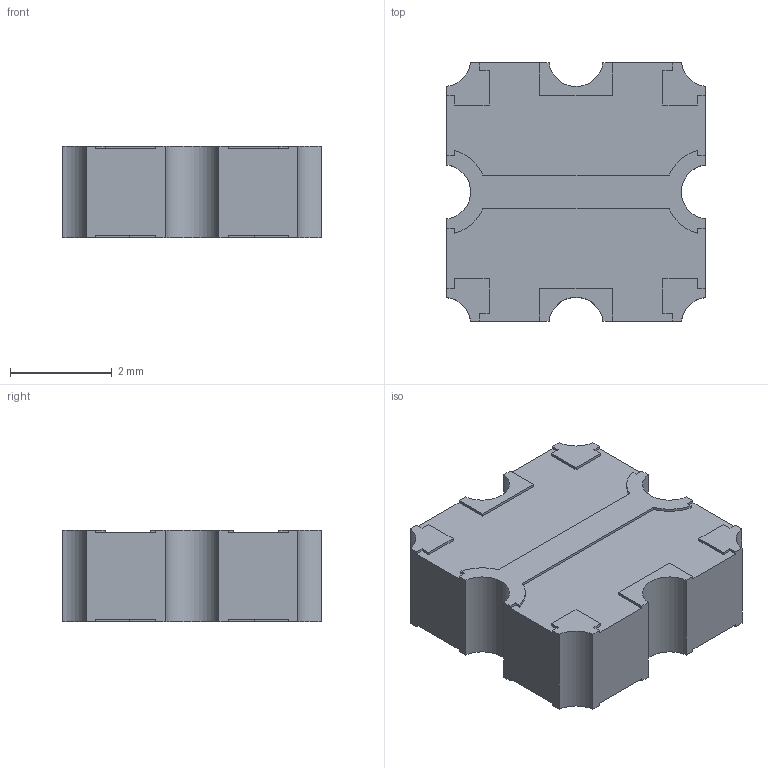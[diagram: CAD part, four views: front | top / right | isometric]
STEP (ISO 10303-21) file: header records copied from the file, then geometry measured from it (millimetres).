
FILE_DESCRIPTION (( 'STEP AP203' ), '1' );
FILE_NAME ('X2BS.STEP', '2025-04-15T12:57:58', ( '' ), ( '' ), 'SwSTEP 2.0', 'SolidWorks 2023', '' );
FILE_SCHEMA (( 'CONFIG_CONTROL_DESIGN' ));
Length unit declared in the file: inch
Products named in the file (1): X2BS
Bounding box: 5.08 x 5.08 x 1.8 mm (x, y, z)
Volume: 41.4 mm3; surface area: 88 mm2
Topology: 1 solids, 1 shells, 119 faces, 351 edges, 234 vertices
Faces by surface type: plane 106, cylinder 13
Entity records: 3990 total; most frequent: CARTESIAN_POINT 705, ORIENTED_EDGE 702, DIRECTION 617, EDGE_CURVE 351, LINE 325, VECTOR 325, VERTEX_POINT 234, AXIS2_PLACEMENT_3D 146
